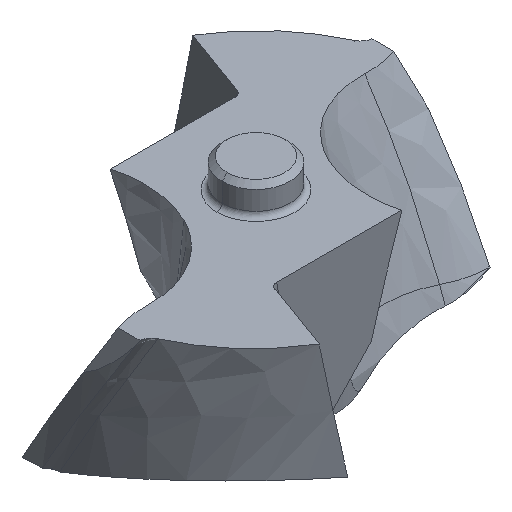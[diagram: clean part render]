
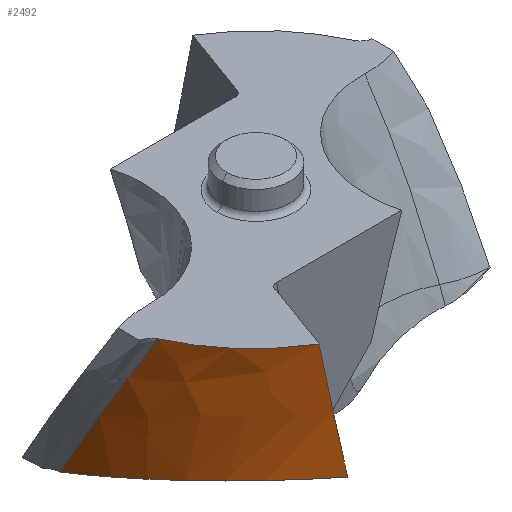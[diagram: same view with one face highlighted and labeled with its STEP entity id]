
A CAD part, isometric view. The second image highlights one B-rep face of the part: STEP entity #2492.
In plain terms, the highlighted free-form (B-spline) face has degree [3, 3] with [7, 5] control points.
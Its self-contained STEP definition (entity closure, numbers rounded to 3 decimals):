
#175=CARTESIAN_POINT('',(-2.977,-4.818,
0.));
#176=CARTESIAN_POINT('',(-3.378,-4.578,
0.));
#177=CARTESIAN_POINT('',(-4.27,-3.881,
0.));
#178=CARTESIAN_POINT('',(-4.919,-2.942,
0.));
#179=CARTESIAN_POINT('',(-5.192,-2.346,
0.));
#443=CARTESIAN_POINT('',(-5.7,0.017,
-4.282));
#444=CARTESIAN_POINT('',(-5.7,0.015,
-4.281));
#445=CARTESIAN_POINT('',(-5.701,0.011,
-4.281));
#446=CARTESIAN_POINT('',(-5.7,0.006,
-4.28));
#447=CARTESIAN_POINT('',(-5.7,0.002,
-4.28));
#448=CARTESIAN_POINT('',(-5.7,0.,
-4.279));
#734=CARTESIAN_POINT('',(-5.7,0.017,
-4.282));
#758=CARTESIAN_POINT('',(-2.422,-5.095,
-3.499));
#759=CARTESIAN_POINT('',(-2.592,-5.017,
-3.468));
#760=CARTESIAN_POINT('',(-2.919,-4.845,
-3.415));
#761=CARTESIAN_POINT('',(-3.371,-4.551,
-3.365));
#762=CARTESIAN_POINT('',(-3.794,-4.216,
-3.34));
#763=CARTESIAN_POINT('',(-4.18,-3.845,
-3.343));
#764=CARTESIAN_POINT('',(-4.514,-3.459,
-3.372));
#765=CARTESIAN_POINT('',(-4.817,-3.036,
-3.425));
#766=CARTESIAN_POINT('',(-5.085,-2.577,
-3.505));
#767=CARTESIAN_POINT('',(-5.314,-2.071,
-3.617));
#768=CARTESIAN_POINT('',(-5.475,-1.608,
-3.739));
#769=CARTESIAN_POINT('',(-5.607,-1.069,
-3.899));
#770=CARTESIAN_POINT('',(-5.68,-0.573,
-4.065));
#771=CARTESIAN_POINT('',(-5.701,-0.194,
-4.204));
#772=CARTESIAN_POINT('',(-5.7,0.,
-4.279));
#774=CARTESIAN_POINT('',(-5.7,0.017,
-4.282));
#775=CARTESIAN_POINT('',(-5.704,-0.444,
-3.442));
#776=CARTESIAN_POINT('',(-5.608,-1.245,
-2.015));
#777=CARTESIAN_POINT('',(-5.334,-2.03,
-0.588));
#778=CARTESIAN_POINT('',(-5.192,-2.346,
0.));
#780=CARTESIAN_POINT('',(-2.977,-4.818,
0.));
#781=CARTESIAN_POINT('',(-2.946,-4.828,
-0.189));
#782=CARTESIAN_POINT('',(-2.884,-4.848,
-0.555));
#783=CARTESIAN_POINT('',(-2.799,-4.879,
-1.069));
#784=CARTESIAN_POINT('',(-2.721,-4.911,
-1.548));
#785=CARTESIAN_POINT('',(-2.648,-4.945,
-1.999));
#786=CARTESIAN_POINT('',(-2.561,-4.993,
-2.561));
#787=CARTESIAN_POINT('',(-2.488,-5.042,
-3.046));
#788=CARTESIAN_POINT('',(-2.443,-5.078,
-3.353));
#789=CARTESIAN_POINT('',(-2.422,-5.095,
-3.499));
#963=CARTESIAN_POINT('',(-2.977,-4.818,
0.));
#964=VERTEX_POINT('',#963);
#965=VERTEX_POINT('',#179);
#994=CARTESIAN_POINT('',(-5.7,0.,
-4.279));
#995=VERTEX_POINT('',#994);
#996=VERTEX_POINT('',#758);
#1011=VERTEX_POINT('',#734);
#2448=CARTESIAN_POINT('',(-2.665,-5.035,
-4.325));
#2449=CARTESIAN_POINT('',(-2.32,-5.145,
-3.471));
#2450=CARTESIAN_POINT('',(-1.626,-5.35,
-2.016));
#2451=CARTESIAN_POINT('',(-0.747,-5.539,
-0.56));
#2452=CARTESIAN_POINT('',(-0.354,-5.609,
0.041));
#2453=CARTESIAN_POINT('',(-2.726,-5.002,
-4.325));
#2454=CARTESIAN_POINT('',(-2.383,-5.118,
-3.471));
#2455=CARTESIAN_POINT('',(-1.69,-5.334,
-2.016));
#2456=CARTESIAN_POINT('',(-0.814,-5.532,
-0.56));
#2457=CARTESIAN_POINT('',(-0.421,-5.606,
0.041));
#2458=CARTESIAN_POINT('',(-3.371,-4.647,
-4.325));
#2459=CARTESIAN_POINT('',(-3.043,-4.823,
-3.471));
#2460=CARTESIAN_POINT('',(-2.377,-5.142,
-2.016));
#2461=CARTESIAN_POINT('',(-1.526,-5.444,
-0.56));
#2462=CARTESIAN_POINT('',(-1.144,-5.56,
0.041));
#2463=CARTESIAN_POINT('',(-4.464,-3.73,
-4.325));
#2464=CARTESIAN_POINT('',(-4.188,-4.016,
-3.471));
#2465=CARTESIAN_POINT('',(-3.609,-4.521,
-2.016));
#2466=CARTESIAN_POINT('',(-2.847,-5.01,
-0.56));
#2467=CARTESIAN_POINT('',(-2.501,-5.203,
0.041));
#2468=CARTESIAN_POINT('',(-5.487,-1.947,
-4.325));
#2469=CARTESIAN_POINT('',(-5.335,-2.355,
-3.471));
#2470=CARTESIAN_POINT('',(-4.968,-3.069,
-2.016));
#2471=CARTESIAN_POINT('',(-4.417,-3.767,
-0.56));
#2472=CARTESIAN_POINT('',(-4.159,-4.046,
0.041));
#2473=CARTESIAN_POINT('',(-5.712,-0.586,
-4.325));
#2474=CARTESIAN_POINT('',(-5.666,-1.043,
-3.471));
#2475=CARTESIAN_POINT('',(-5.481,-1.838,
-2.016));
#2476=CARTESIAN_POINT('',(-5.112,-2.617,
-0.56));
#2477=CARTESIAN_POINT('',(-4.93,-2.93,
0.041));
#2478=CARTESIAN_POINT('',(-5.699,0.102,
-4.325));
#2479=CARTESIAN_POINT('',(-5.71,-0.368,
-3.471));
#2480=CARTESIAN_POINT('',(-5.622,-1.188,
-2.016));
#2481=CARTESIAN_POINT('',(-5.35,-1.99,
-0.56));
#2482=CARTESIAN_POINT('',(-5.207,-2.313,
0.041));
#2483=B_SPLINE_SURFACE_WITH_KNOTS('',3,3,((#2448,#2449,#2450,#2451,#2452),
(#2453,#2454,#2455,#2456,#2457),(#2458,#2459,#2460,#2461,#2462),(#2463,#2464,
#2465,#2466,#2467),(#2468,#2469,#2470,#2471,#2472),(#2473,#2474,#2475,#2476,
#2477),(#2478,#2479,#2480,#2481,#2482)),.UNSPECIFIED.,.F.,.F.,.F.,(4,1,1,1,4),
(4,1,4),(0.224,0.25,0.5,0.75,1.008),(
0.052,3.01,5.092),.UNSPECIFIED.);
#2484=ORIENTED_EDGE('',*,*,#1697,.T.);
#2485=ORIENTED_EDGE('',*,*,#1741,.F.);
#2486=ORIENTED_EDGE('',*,*,#2433,.T.);
#2487=ORIENTED_EDGE('',*,*,#1296,.F.);
#2489=ORIENTED_EDGE('',*,*,#2488,.T.);
#2490=EDGE_LOOP('',(#2484,#2485,#2486,#2487,#2489));
#2491=FACE_OUTER_BOUND('',#2490,.F.);
#180=B_SPLINE_CURVE_WITH_KNOTS('',3,(#175,#176,#177,#178,#179),.UNSPECIFIED.,
.F.,.F.,(4,1,4),(0.,0.416,1.),.UNSPECIFIED.);
#449=B_SPLINE_CURVE_WITH_KNOTS('',3,(#443,#444,#445,#446,#447,#448),
.UNSPECIFIED.,.F.,.F.,(4,1,1,4),(0.,0.333,0.667,1.),
.UNSPECIFIED.);
#773=B_SPLINE_CURVE_WITH_KNOTS('',3,(#758,#759,#760,#761,#762,#763,#764,#765,
#766,#767,#768,#769,#770,#771,#772),.UNSPECIFIED.,.F.,.F.,(4,1,1,1,1,1,1,1,1,1,
1,1,4),(0.,0.083,0.167,0.25,0.333,
0.417,0.5,0.583,0.667,0.75,
0.833,0.917,1.),.UNSPECIFIED.);
#779=B_SPLINE_CURVE_WITH_KNOTS('',3,(#774,#775,#776,#777,#778),.UNSPECIFIED.,
.F.,.F.,(4,1,4),(0.,0.588,1.),.UNSPECIFIED.);
#790=B_SPLINE_CURVE_WITH_KNOTS('',3,(#780,#781,#782,#783,#784,#785,#786,#787,
#788,#789),.UNSPECIFIED.,.F.,.F.,(4,1,1,1,1,1,1,4),(0.,0.143,
0.286,0.429,0.571,0.714,
0.857,1.),.UNSPECIFIED.);
#1296=EDGE_CURVE('',#964,#965,#180,.T.);
#1697=EDGE_CURVE('',#996,#995,#773,.T.);
#1741=EDGE_CURVE('',#1011,#995,#449,.T.);
#2433=EDGE_CURVE('',#1011,#965,#779,.T.);
#2488=EDGE_CURVE('',#964,#996,#790,.T.);
#2492=ADVANCED_FACE('',(#2491),#2483,.F.);
